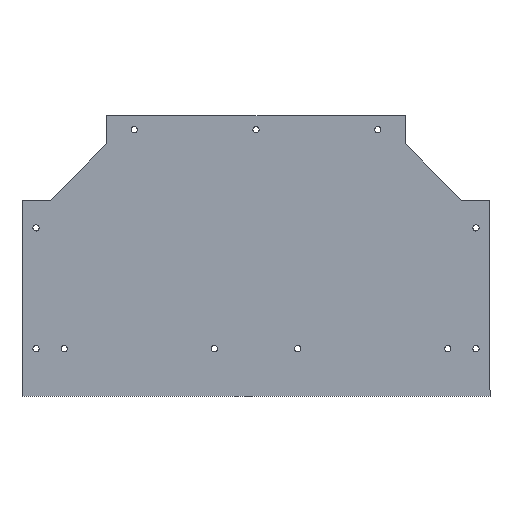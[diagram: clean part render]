
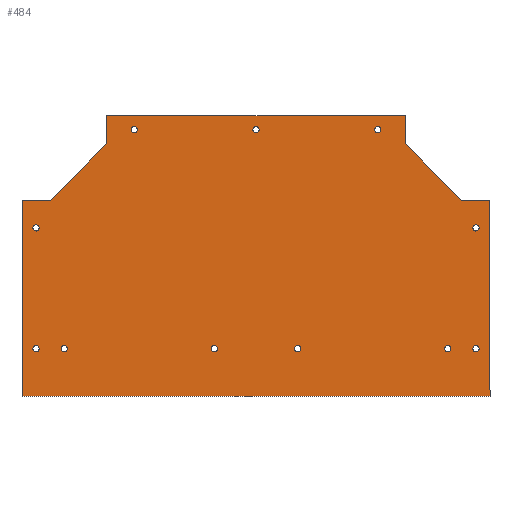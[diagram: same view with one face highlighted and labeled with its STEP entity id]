
A CAD part, top view. The second image highlights one B-rep face of the part: STEP entity #484.
In plain terms, the highlighted planar face has unit normal (0, 0, 1).
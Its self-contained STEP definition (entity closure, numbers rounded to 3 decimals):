
#15=FACE_BOUND('',#94,.T.);
#16=FACE_BOUND('',#95,.T.);
#17=FACE_BOUND('',#96,.T.);
#18=FACE_BOUND('',#97,.T.);
#19=FACE_BOUND('',#98,.T.);
#20=FACE_BOUND('',#99,.T.);
#21=FACE_BOUND('',#100,.T.);
#22=FACE_BOUND('',#101,.T.);
#23=FACE_BOUND('',#102,.T.);
#24=FACE_BOUND('',#103,.T.);
#25=FACE_BOUND('',#104,.T.);
#47=PLANE('',#543);
#70=FACE_OUTER_BOUND('',#93,.T.);
#93=EDGE_LOOP('',(#410,#411,#412,#413,#414,#415,#416,#417,#418,#419));
#94=EDGE_LOOP('',(#420));
#95=EDGE_LOOP('',(#421));
#96=EDGE_LOOP('',(#422));
#97=EDGE_LOOP('',(#423));
#98=EDGE_LOOP('',(#424));
#99=EDGE_LOOP('',(#425));
#100=EDGE_LOOP('',(#426));
#101=EDGE_LOOP('',(#427));
#102=EDGE_LOOP('',(#428));
#103=EDGE_LOOP('',(#429));
#104=EDGE_LOOP('',(#430));
#128=LINE('',#748,#169);
#132=LINE('',#756,#173);
#135=LINE('',#762,#176);
#138=LINE('',#768,#179);
#141=LINE('',#774,#182);
#144=LINE('',#780,#185);
#147=LINE('',#786,#188);
#150=LINE('',#792,#191);
#153=LINE('',#798,#194);
#156=LINE('',#803,#197);
#169=VECTOR('',#626,10.);
#173=VECTOR('',#632,10.);
#176=VECTOR('',#637,10.);
#179=VECTOR('',#642,10.);
#182=VECTOR('',#647,10.);
#185=VECTOR('',#652,10.);
#188=VECTOR('',#657,10.);
#191=VECTOR('',#662,10.);
#194=VECTOR('',#667,10.);
#197=VECTOR('',#672,10.);
#199=CIRCLE('',#501,3.3);
#201=CIRCLE('',#504,3.3);
#203=CIRCLE('',#507,3.3);
#205=CIRCLE('',#510,3.3);
#207=CIRCLE('',#513,3.3);
#209=CIRCLE('',#516,3.3);
#211=CIRCLE('',#519,3.3);
#213=CIRCLE('',#522,3.3);
#215=CIRCLE('',#525,3.3);
#217=CIRCLE('',#528,3.3);
#219=CIRCLE('',#531,3.3);
#221=VERTEX_POINT('',#680);
#223=VERTEX_POINT('',#686);
#225=VERTEX_POINT('',#692);
#227=VERTEX_POINT('',#698);
#229=VERTEX_POINT('',#704);
#231=VERTEX_POINT('',#710);
#233=VERTEX_POINT('',#716);
#235=VERTEX_POINT('',#722);
#237=VERTEX_POINT('',#728);
#239=VERTEX_POINT('',#734);
#241=VERTEX_POINT('',#740);
#243=VERTEX_POINT('',#746);
#244=VERTEX_POINT('',#747);
#247=VERTEX_POINT('',#755);
#249=VERTEX_POINT('',#761);
#251=VERTEX_POINT('',#767);
#253=VERTEX_POINT('',#773);
#255=VERTEX_POINT('',#779);
#257=VERTEX_POINT('',#785);
#259=VERTEX_POINT('',#791);
#261=VERTEX_POINT('',#797);
#263=EDGE_CURVE('',#221,#221,#199,.T.);
#266=EDGE_CURVE('',#223,#223,#201,.T.);
#269=EDGE_CURVE('',#225,#225,#203,.T.);
#272=EDGE_CURVE('',#227,#227,#205,.T.);
#275=EDGE_CURVE('',#229,#229,#207,.T.);
#278=EDGE_CURVE('',#231,#231,#209,.T.);
#281=EDGE_CURVE('',#233,#233,#211,.T.);
#284=EDGE_CURVE('',#235,#235,#213,.T.);
#287=EDGE_CURVE('',#237,#237,#215,.T.);
#290=EDGE_CURVE('',#239,#239,#217,.T.);
#293=EDGE_CURVE('',#241,#241,#219,.T.);
#296=EDGE_CURVE('',#243,#244,#128,.T.);
#300=EDGE_CURVE('',#244,#247,#132,.T.);
#303=EDGE_CURVE('',#247,#249,#135,.T.);
#306=EDGE_CURVE('',#249,#251,#138,.T.);
#309=EDGE_CURVE('',#253,#251,#141,.T.);
#312=EDGE_CURVE('',#253,#255,#144,.T.);
#315=EDGE_CURVE('',#255,#257,#147,.T.);
#318=EDGE_CURVE('',#259,#257,#150,.T.);
#321=EDGE_CURVE('',#261,#259,#153,.T.);
#324=EDGE_CURVE('',#261,#243,#156,.T.);
#410=ORIENTED_EDGE('',*,*,#324,.T.);
#411=ORIENTED_EDGE('',*,*,#296,.T.);
#412=ORIENTED_EDGE('',*,*,#300,.T.);
#413=ORIENTED_EDGE('',*,*,#303,.T.);
#414=ORIENTED_EDGE('',*,*,#306,.T.);
#415=ORIENTED_EDGE('',*,*,#309,.F.);
#416=ORIENTED_EDGE('',*,*,#312,.T.);
#417=ORIENTED_EDGE('',*,*,#315,.T.);
#418=ORIENTED_EDGE('',*,*,#318,.F.);
#419=ORIENTED_EDGE('',*,*,#321,.F.);
#420=ORIENTED_EDGE('',*,*,#263,.T.);
#421=ORIENTED_EDGE('',*,*,#266,.T.);
#422=ORIENTED_EDGE('',*,*,#269,.T.);
#423=ORIENTED_EDGE('',*,*,#272,.T.);
#424=ORIENTED_EDGE('',*,*,#275,.T.);
#425=ORIENTED_EDGE('',*,*,#278,.T.);
#426=ORIENTED_EDGE('',*,*,#281,.T.);
#427=ORIENTED_EDGE('',*,*,#284,.T.);
#428=ORIENTED_EDGE('',*,*,#287,.T.);
#429=ORIENTED_EDGE('',*,*,#290,.T.);
#430=ORIENTED_EDGE('',*,*,#293,.T.);
#484=ADVANCED_FACE('',(#70,#15,#16,#17,#18,#19,#20,#21,#22,#23,#24,#25),
#47,.T.);
#501=AXIS2_PLACEMENT_3D('',#681,#549,#550);
#504=AXIS2_PLACEMENT_3D('',#687,#556,#557);
#507=AXIS2_PLACEMENT_3D('',#693,#563,#564);
#510=AXIS2_PLACEMENT_3D('',#699,#570,#571);
#513=AXIS2_PLACEMENT_3D('',#705,#577,#578);
#516=AXIS2_PLACEMENT_3D('',#711,#584,#585);
#519=AXIS2_PLACEMENT_3D('',#717,#591,#592);
#522=AXIS2_PLACEMENT_3D('',#723,#598,#599);
#525=AXIS2_PLACEMENT_3D('',#729,#605,#606);
#528=AXIS2_PLACEMENT_3D('',#735,#612,#613);
#531=AXIS2_PLACEMENT_3D('',#741,#619,#620);
#543=AXIS2_PLACEMENT_3D('',#805,#674,#675);
#549=DIRECTION('center_axis',(0.,0.,-1.));
#550=DIRECTION('ref_axis',(1.,0.,0.));
#556=DIRECTION('center_axis',(0.,0.,-1.));
#557=DIRECTION('ref_axis',(1.,0.,0.));
#563=DIRECTION('center_axis',(0.,0.,-1.));
#564=DIRECTION('ref_axis',(1.,0.,0.));
#570=DIRECTION('center_axis',(0.,0.,-1.));
#571=DIRECTION('ref_axis',(1.,0.,0.));
#577=DIRECTION('center_axis',(0.,0.,-1.));
#578=DIRECTION('ref_axis',(1.,0.,0.));
#584=DIRECTION('center_axis',(0.,0.,-1.));
#585=DIRECTION('ref_axis',(1.,0.,0.));
#591=DIRECTION('center_axis',(0.,0.,-1.));
#592=DIRECTION('ref_axis',(1.,0.,0.));
#598=DIRECTION('center_axis',(0.,0.,-1.));
#599=DIRECTION('ref_axis',(1.,0.,0.));
#605=DIRECTION('center_axis',(0.,0.,-1.));
#606=DIRECTION('ref_axis',(1.,0.,0.));
#612=DIRECTION('center_axis',(0.,0.,-1.));
#613=DIRECTION('ref_axis',(1.,0.,0.));
#619=DIRECTION('center_axis',(0.,0.,-1.));
#620=DIRECTION('ref_axis',(1.,0.,0.));
#626=DIRECTION('',(1.,0.,0.));
#632=DIRECTION('',(0.,1.,0.));
#637=DIRECTION('',(-1.,0.,0.));
#642=DIRECTION('',(-0.707,0.707,0.));
#647=DIRECTION('',(0.,-1.,0.));
#652=DIRECTION('',(-1.,0.,0.));
#657=DIRECTION('',(0.,-1.,0.));
#662=DIRECTION('',(0.707,0.707,0.));
#667=DIRECTION('',(1.,0.,0.));
#672=DIRECTION('',(0.,-1.,0.));
#674=DIRECTION('center_axis',(0.,0.,1.));
#675=DIRECTION('ref_axis',(1.,0.,0.));
#680=CARTESIAN_POINT('',(-47.8,-99.,0.));
#681=CARTESIAN_POINT('Origin',(-44.5,-99.,0.));
#686=CARTESIAN_POINT('',(-208.3,-99.,0.));
#687=CARTESIAN_POINT('Origin',(-205.,-99.,0.));
#692=CARTESIAN_POINT('',(231.7,30.,0.));
#693=CARTESIAN_POINT('Origin',(235.,30.,0.));
#698=CARTESIAN_POINT('',(-3.3,135.,0.));
#699=CARTESIAN_POINT('Origin',(0.,135.,0.));
#704=CARTESIAN_POINT('',(-238.3,30.,0.));
#705=CARTESIAN_POINT('Origin',(-235.,30.,0.));
#710=CARTESIAN_POINT('',(-238.3,-99.,0.));
#711=CARTESIAN_POINT('Origin',(-235.,-99.,0.));
#716=CARTESIAN_POINT('',(-133.3,135.,0.));
#717=CARTESIAN_POINT('Origin',(-130.,135.,0.));
#722=CARTESIAN_POINT('',(126.7,135.,0.));
#723=CARTESIAN_POINT('Origin',(130.,135.,0.));
#728=CARTESIAN_POINT('',(231.7,-99.,0.));
#729=CARTESIAN_POINT('Origin',(235.,-99.,0.));
#734=CARTESIAN_POINT('',(201.7,-99.,0.));
#735=CARTESIAN_POINT('Origin',(205.,-99.,0.));
#740=CARTESIAN_POINT('',(41.2,-99.,0.));
#741=CARTESIAN_POINT('Origin',(44.5,-99.,0.));
#746=CARTESIAN_POINT('',(-250.,-150.,0.));
#747=CARTESIAN_POINT('',(250.,-150.,0.));
#748=CARTESIAN_POINT('',(-250.,-150.,0.));
#755=CARTESIAN_POINT('',(250.,59.5,0.));
#756=CARTESIAN_POINT('',(250.,-150.,0.));
#761=CARTESIAN_POINT('',(219.797,59.5,0.));
#762=CARTESIAN_POINT('',(250.,59.5,0.));
#767=CARTESIAN_POINT('',(159.5,119.797,0.));
#768=CARTESIAN_POINT('',(219.797,59.5,0.));
#773=CARTESIAN_POINT('',(159.5,150.,0.));
#774=CARTESIAN_POINT('',(159.5,150.,0.));
#779=CARTESIAN_POINT('',(-159.5,150.,0.));
#780=CARTESIAN_POINT('',(250.,150.,0.));
#785=CARTESIAN_POINT('',(-159.5,119.797,0.));
#786=CARTESIAN_POINT('',(-159.5,150.,0.));
#791=CARTESIAN_POINT('',(-219.797,59.5,0.));
#792=CARTESIAN_POINT('',(-219.797,59.5,0.));
#797=CARTESIAN_POINT('',(-250.,59.5,0.));
#798=CARTESIAN_POINT('',(-250.,59.5,0.));
#803=CARTESIAN_POINT('',(-250.,150.,0.));
#805=CARTESIAN_POINT('Origin',(0.,0.,
0.));
